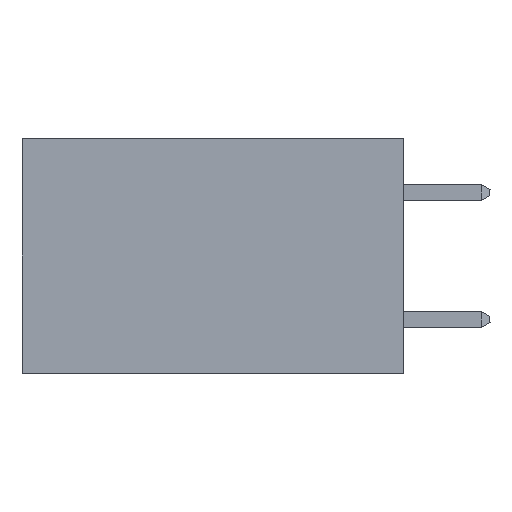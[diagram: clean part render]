
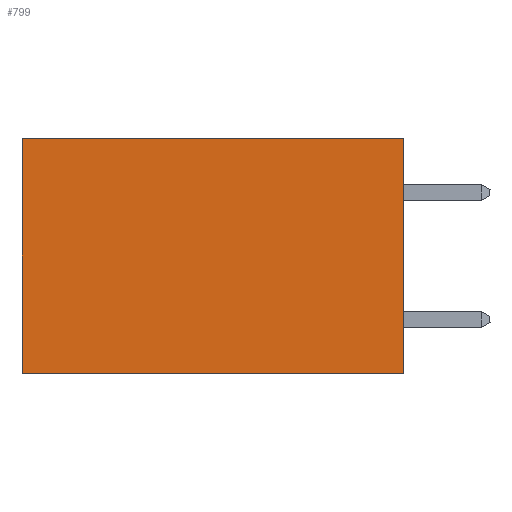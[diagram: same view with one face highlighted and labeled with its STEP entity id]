
A CAD part, left-side view. The second image highlights one B-rep face of the part: STEP entity #799.
In plain terms, the highlighted planar face has unit normal (-1, 0, 0).
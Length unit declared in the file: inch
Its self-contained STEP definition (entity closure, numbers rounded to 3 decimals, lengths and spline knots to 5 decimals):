
#799 = ADVANCED_FACE ( 'NONE', ( #10617 ), #14664, .F. ) ;
#1211 = VERTEX_POINT ( 'NONE', #28465 ) ;
#1457 = CARTESIAN_POINT ( 'NONE',  ( 0.2875, 0., 0. ) ) ;
#1986 = LINE ( 'NONE', #30168, #22158 ) ;
#2513 = ORIENTED_EDGE ( 'NONE', *, *, #23469, .F. ) ;
#6368 = ORIENTED_EDGE ( 'NONE', *, *, #31912, .T. ) ;
#6768 = ORIENTED_EDGE ( 'NONE', *, *, #9548, .F. ) ;
#9548 = EDGE_CURVE ( 'NONE', #14968, #9650, #24667, .T. ) ;
#9650 = VERTEX_POINT ( 'NONE', #27144 ) ;
#9912 = VECTOR ( 'NONE', #18431, 39.37008 ) ;
#10414 = EDGE_CURVE ( 'NONE', #20786, #1211, #1986, .T. ) ;
#10617 = FACE_OUTER_BOUND ( 'NONE', #23692, .T. ) ;
#10798 = CARTESIAN_POINT ( 'NONE',  ( 0.2875, 0., -0.37 ) ) ;
#11296 = VECTOR ( 'NONE', #19622, 39.37008 ) ;
#11885 = VECTOR ( 'NONE', #18927, 39.37008 ) ;
#12121 = LINE ( 'NONE', #27400, #11296 ) ;
#12279 = AXIS2_PLACEMENT_3D ( 'NONE', #31089, #22615, #17829 ) ;
#14664 = PLANE ( 'NONE',  #12279 ) ;
#14968 = VERTEX_POINT ( 'NONE', #10798 ) ;
#15776 = CARTESIAN_POINT ( 'NONE',  ( 0.2875, 0., -0.37 ) ) ;
#16257 = CARTESIAN_POINT ( 'NONE',  ( 0.2875, 0.6, 0. ) ) ;
#17290 = ORIENTED_EDGE ( 'NONE', *, *, #10414, .T. ) ;
#17829 = DIRECTION ( 'NONE',  ( 0., 0., -1. ) ) ;
#18431 = DIRECTION ( 'NONE',  ( 0., 1., 0. ) ) ;
#18927 = DIRECTION ( 'NONE',  ( 0., 0., -1. ) ) ;
#19622 = DIRECTION ( 'NONE',  ( 0., 0., -1. ) ) ;
#20786 = VERTEX_POINT ( 'NONE', #1457 ) ;
#22158 = VECTOR ( 'NONE', #32789, 39.37008 ) ;
#22615 = DIRECTION ( 'NONE',  ( 1., 0., 0. ) ) ;
#23469 = EDGE_CURVE ( 'NONE', #20786, #14968, #12121, .T. ) ;
#23692 = EDGE_LOOP ( 'NONE', ( #6368, #6768, #2513, #17290 ) ) ;
#24667 = LINE ( 'NONE', #15776, #9912 ) ;
#27144 = CARTESIAN_POINT ( 'NONE',  ( 0.2875, 0.6, -0.37 ) ) ;
#27400 = CARTESIAN_POINT ( 'NONE',  ( 0.2875, 0., 0. ) ) ;
#28465 = CARTESIAN_POINT ( 'NONE',  ( 0.2875, 0.6, 0. ) ) ;
#30168 = CARTESIAN_POINT ( 'NONE',  ( 0.2875, 0., 0. ) ) ;
#31089 = CARTESIAN_POINT ( 'NONE',  ( 0.2875, 0., 0. ) ) ;
#31912 = EDGE_CURVE ( 'NONE', #1211, #9650, #32757, .T. ) ;
#32757 = LINE ( 'NONE', #16257, #11885 ) ;
#32789 = DIRECTION ( 'NONE',  ( 0., 1., 0. ) ) ;
